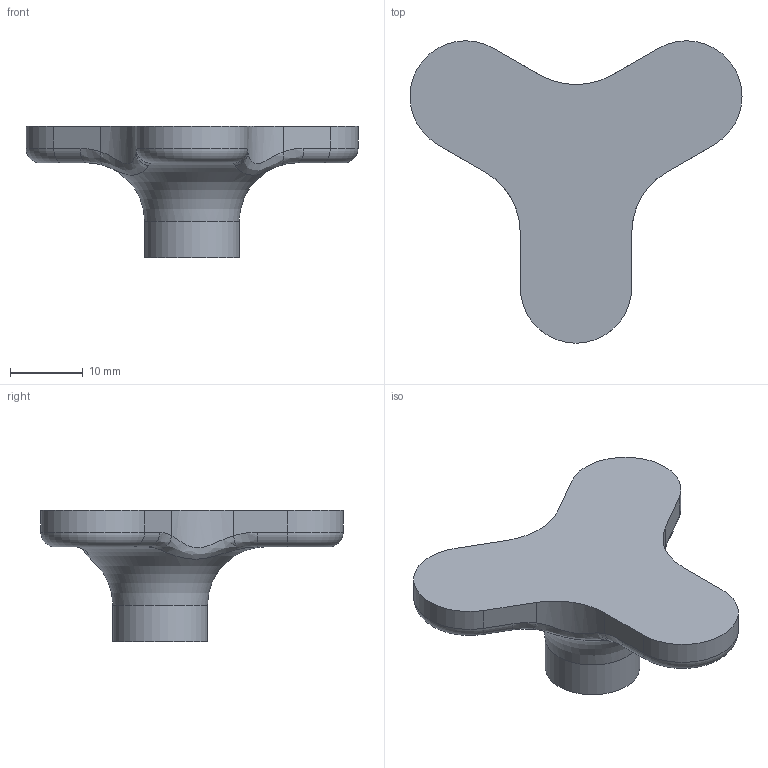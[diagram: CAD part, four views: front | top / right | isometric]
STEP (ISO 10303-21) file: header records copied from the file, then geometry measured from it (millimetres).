
FILE_DESCRIPTION(/* description */ (''),/* implementation_level */ '2;1');
FILE_NAME(/* name */ 'ac080ab0-b483-41ef-9452-8362e19aabf9.stp',/* time_stamp */ '2017-02-04T16:17:42+01:00',/* author */ (''),/* organization */ (''),/* preprocessor_version */ 'ST-DEVELOPER v16.5',/* originating_system */ 'Autodesk Translation Framework v5.2.0.2920',/* authorisation */ '');
FILE_SCHEMA (('AUTOMOTIVE_DESIGN { 1 0 10303 214 3 1 1 }'));
Length unit declared in the file: millimetre
Products named in the file (1): knob
Bounding box: 45.6 x 41.54 x 18 mm (x, y, z)
Volume: 6444.6 mm3; surface area: 3420.8 mm2
Topology: 1 solids, 1 shells, 39 faces, 89 edges, 53 vertices
Faces by surface type: cylinder 14, plane 12, bspline 9, torus 4
Full cylindrical faces by diameter (mm): 9 x1, 13 x1
Entity records: 1346 total; most frequent: CARTESIAN_POINT 482, DIRECTION 178, ORIENTED_EDGE 170, EDGE_CURVE 85, AXIS2_PLACEMENT_3D 74, VERTEX_POINT 52, EDGE_LOOP 43, FACE_OUTER_BOUND 39
